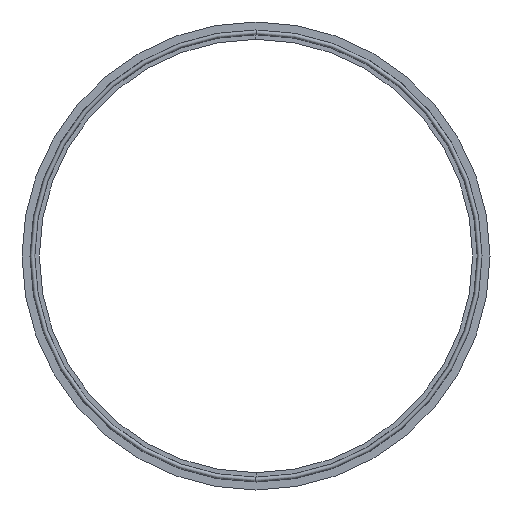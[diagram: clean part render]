
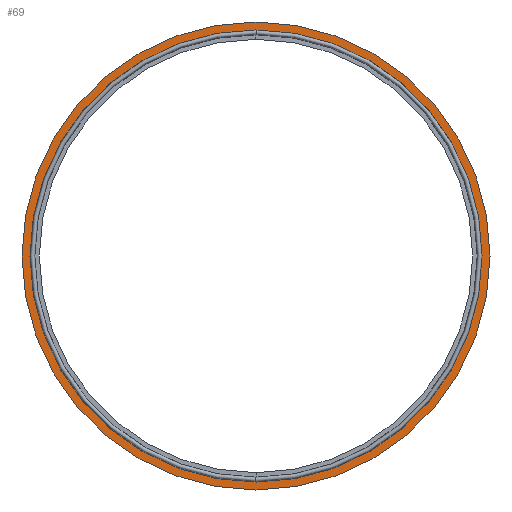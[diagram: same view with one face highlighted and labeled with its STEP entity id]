
A CAD part, left-side view. The second image highlights one B-rep face of the part: STEP entity #69.
In plain terms, the highlighted planar face has unit normal (-1, 0, 0).
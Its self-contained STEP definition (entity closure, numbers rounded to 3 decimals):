
#5 = EDGE_CURVE ( 'NONE', #520, #541, #104, .T. ) ;
#7 = CARTESIAN_POINT ( 'NONE',  ( -0.9, 0., -135. ) ) ;
#22 = AXIS2_PLACEMENT_3D ( 'NONE', #379, #562, #130 ) ;
#51 = CARTESIAN_POINT ( 'NONE',  ( -0.9, 0., -130.4 ) ) ;
#55 = CIRCLE ( 'NONE', #22, 135. ) ;
#56 = DIRECTION ( 'NONE',  ( 1., 0., 0. ) ) ;
#69 = ADVANCED_FACE ( 'NONE', ( #727, #531 ), #781, .F. ) ;
#103 = VERTEX_POINT ( 'NONE', #51 ) ;
#104 = CIRCLE ( 'NONE', #137, 135. ) ;
#105 = DIRECTION ( 'NONE',  ( 0., 0., -1. ) ) ;
#130 = DIRECTION ( 'NONE',  ( 0., 0., 1. ) ) ;
#135 = EDGE_CURVE ( 'NONE', #638, #103, #502, .T. ) ;
#137 = AXIS2_PLACEMENT_3D ( 'NONE', #597, #222, #467 ) ;
#152 = CARTESIAN_POINT ( 'NONE',  ( -0.9, 0., 130.4 ) ) ;
#222 = DIRECTION ( 'NONE',  ( -1., 0., 0. ) ) ;
#228 = ORIENTED_EDGE ( 'NONE', *, *, #5, .T. ) ;
#265 = AXIS2_PLACEMENT_3D ( 'NONE', #783, #515, #408 ) ;
#298 = ORIENTED_EDGE ( 'NONE', *, *, #430, .T. ) ;
#360 = DIRECTION ( 'NONE',  ( 0., 0., -1. ) ) ;
#379 = CARTESIAN_POINT ( 'NONE',  ( -0.9, 0., 0. ) ) ;
#408 = DIRECTION ( 'NONE',  ( 0., 0., -1. ) ) ;
#416 = CARTESIAN_POINT ( 'NONE',  ( -0.9, 0., 0. ) ) ;
#430 = EDGE_CURVE ( 'NONE', #541, #520, #55, .T. ) ;
#450 = EDGE_LOOP ( 'NONE', ( #591, #615 ) ) ;
#467 = DIRECTION ( 'NONE',  ( 0., 0., 1. ) ) ;
#484 = AXIS2_PLACEMENT_3D ( 'NONE', #673, #56, #105 ) ;
#502 = CIRCLE ( 'NONE', #739, 130.4 ) ;
#515 = DIRECTION ( 'NONE',  ( 1., 0., 0. ) ) ;
#520 = VERTEX_POINT ( 'NONE', #698 ) ;
#531 = FACE_OUTER_BOUND ( 'NONE', #586, .T. ) ;
#541 = VERTEX_POINT ( 'NONE', #7 ) ;
#562 = DIRECTION ( 'NONE',  ( -1., 0., 0. ) ) ;
#586 = EDGE_LOOP ( 'NONE', ( #228, #298 ) ) ;
#591 = ORIENTED_EDGE ( 'NONE', *, *, #788, .T. ) ;
#597 = CARTESIAN_POINT ( 'NONE',  ( -0.9, 0., 0. ) ) ;
#615 = ORIENTED_EDGE ( 'NONE', *, *, #135, .T. ) ;
#638 = VERTEX_POINT ( 'NONE', #152 ) ;
#673 = CARTESIAN_POINT ( 'NONE',  ( -0.9, 130.2, 0. ) ) ;
#691 = CIRCLE ( 'NONE', #265, 130.4 ) ;
#698 = CARTESIAN_POINT ( 'NONE',  ( -0.9, 0., 135. ) ) ;
#727 = FACE_BOUND ( 'NONE', #450, .T. ) ;
#739 = AXIS2_PLACEMENT_3D ( 'NONE', #416, #800, #360 ) ;
#781 = PLANE ( 'NONE',  #484 ) ;
#783 = CARTESIAN_POINT ( 'NONE',  ( -0.9, 0., 0. ) ) ;
#788 = EDGE_CURVE ( 'NONE', #103, #638, #691, .T. ) ;
#800 = DIRECTION ( 'NONE',  ( 1., 0., 0. ) ) ;
